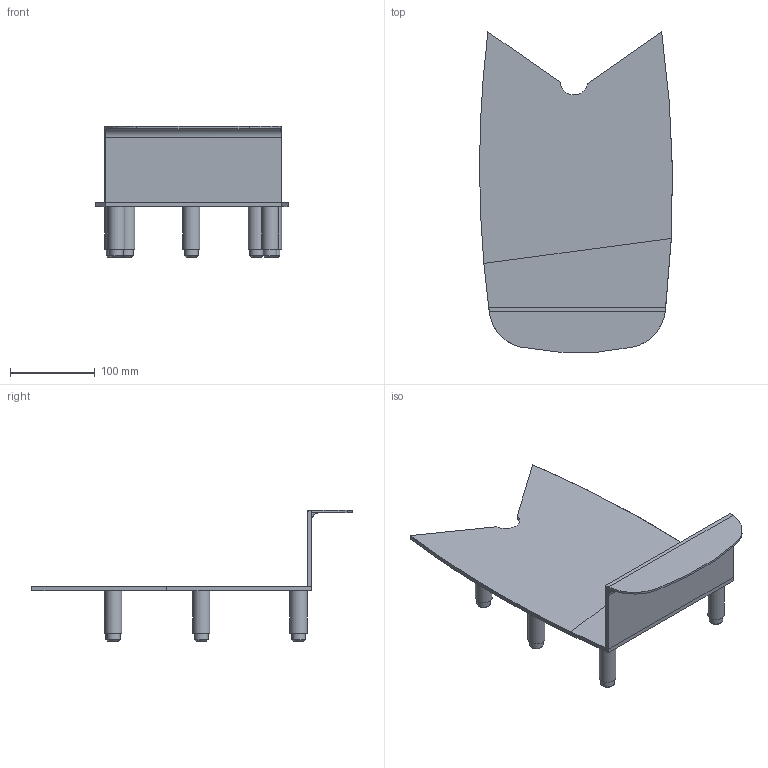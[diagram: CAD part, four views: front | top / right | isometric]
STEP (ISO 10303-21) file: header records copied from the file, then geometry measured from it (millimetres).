
FILE_DESCRIPTION(('HOOPS Exchange Step'),'2;1');
FILE_NAME('temp_export','2022-08-07T10:46:13+02:00',('asadu'),('Shapr3D Limited'),'HOOPS Exchange 2022.0','Shapr3D','Authorized');
FILE_SCHEMA( ('AP203_CONFIGURATION_CONTROLLED_3D_DESIGN_OF_MECHANICAL_PARTS_AND_ASSEMBLIES_MIM_LF') );
Length unit declared in the file: millimetre
Products named in the file (3): Individual parts; Storage Compartment; root
Assembly tree (2 placements, depth 3):
  root
    Storage Compartment
      Individual parts
Bounding box: 228 x 378.83 x 155 mm (x, y, z)
Volume: 1135116.5 mm3; surface area: 435229.2 mm2
Topology: 3 solids, 3 shells, 108 faces, 228 edges, 154 vertices
Faces by surface type: plane 50, cylinder 42, cone 14, bspline 2
Full cylindrical faces by diameter (mm): 16 x14, 20 x14
Entity records: 3109 total; most frequent: CARTESIAN_POINT 594, DIRECTION 564, ORIENTED_EDGE 456, AXIS2_PLACEMENT_3D 233, EDGE_CURVE 228, VERTEX_POINT 154, EDGE_LOOP 136, FACE_BOUND 136
